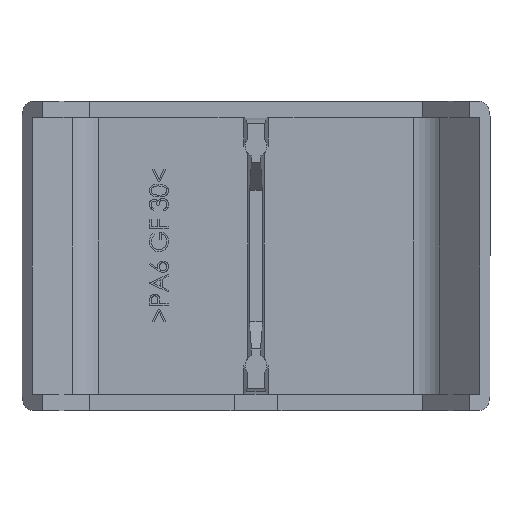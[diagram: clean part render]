
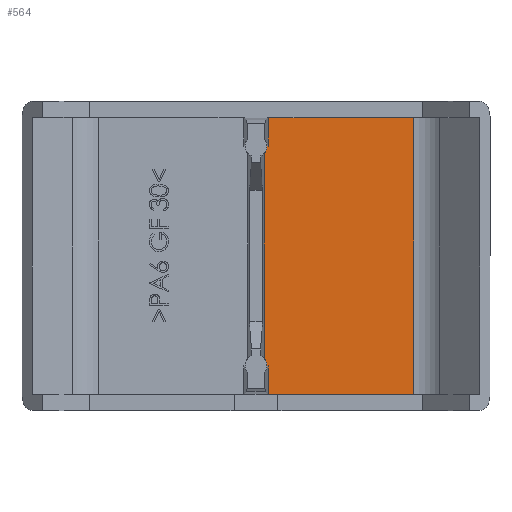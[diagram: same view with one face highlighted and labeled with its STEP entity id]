
A CAD part, top view. The second image highlights one B-rep face of the part: STEP entity #564.
In plain terms, the highlighted planar face has unit normal (0, 0, 1).
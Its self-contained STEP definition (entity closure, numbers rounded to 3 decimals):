
#53 = CARTESIAN_POINT ( 'NONE',  ( 21.501, -18.9, -2. ) ) ;
#293 = ORIENTED_EDGE ( 'NONE', *, *, #5119, .T. ) ;
#564 = ADVANCED_FACE ( 'NONE', ( #4313 ), #6110, .T. ) ;
#659 = VERTEX_POINT ( 'NONE', #5793 ) ;
#790 = VERTEX_POINT ( 'NONE', #5677 ) ;
#870 = EDGE_LOOP ( 'NONE', ( #6969, #6191, #2639, #5933, #932, #293, #3745, #3556, #5014, #3905 ) ) ;
#932 = ORIENTED_EDGE ( 'NONE', *, *, #7523, .F. ) ;
#1016 = CIRCLE ( 'NONE', #5602, 1.5 ) ;
#1055 = CARTESIAN_POINT ( 'NONE',  ( 0., 15., -2. ) ) ;
#1056 = VERTEX_POINT ( 'NONE', #5157 ) ;
#1136 = LINE ( 'NONE', #2755, #1828 ) ;
#1319 = DIRECTION ( 'NONE',  ( 0., 0., 1. ) ) ;
#1335 = EDGE_CURVE ( 'NONE', #3753, #6774, #5327, .T. ) ;
#1375 = VECTOR ( 'NONE', #4576, 1000. ) ;
#1542 = DIRECTION ( 'NONE',  ( 0., -1., 0. ) ) ;
#1550 = CARTESIAN_POINT ( 'NONE',  ( 1.1, 21.1, -2. ) ) ;
#1828 = VECTOR ( 'NONE', #2739, 1000. ) ;
#2150 = CARTESIAN_POINT ( 'NONE',  ( 1.69, 15., -2. ) ) ;
#2187 = CARTESIAN_POINT ( 'NONE',  ( 1.1, 13.98, -2. ) ) ;
#2639 = ORIENTED_EDGE ( 'NONE', *, *, #5650, .F. ) ;
#2739 = DIRECTION ( 'NONE',  ( -1., 0., 0. ) ) ;
#2755 = CARTESIAN_POINT ( 'NONE',  ( -22.743, -18.9, -2. ) ) ;
#2805 = CARTESIAN_POINT ( 'NONE',  ( 1.69, 18.9, -2. ) ) ;
#2866 = DIRECTION ( 'NONE',  ( -1., 0., 0. ) ) ;
#2894 = LINE ( 'NONE', #5596, #1375 ) ;
#2929 = CARTESIAN_POINT ( 'NONE',  ( 1.1, -15., -2. ) ) ;
#3097 = CARTESIAN_POINT ( 'NONE',  ( 21.501, 18.9, -2. ) ) ;
#3118 = LINE ( 'NONE', #4816, #7521 ) ;
#3365 = EDGE_CURVE ( 'NONE', #7995, #6437, #7328, .T. ) ;
#3448 = DIRECTION ( 'NONE',  ( 1., 0., 0. ) ) ;
#3471 = CARTESIAN_POINT ( 'NONE',  ( -22.743, 18.9, -2. ) ) ;
#3556 = ORIENTED_EDGE ( 'NONE', *, *, #7337, .F. ) ;
#3745 = ORIENTED_EDGE ( 'NONE', *, *, #5230, .F. ) ;
#3753 = VERTEX_POINT ( 'NONE', #53 ) ;
#3869 = VECTOR ( 'NONE', #2866, 1000. ) ;
#3905 = ORIENTED_EDGE ( 'NONE', *, *, #4995, .F. ) ;
#3950 = EDGE_CURVE ( 'NONE', #1056, #790, #2894, .T. ) ;
#4003 = CIRCLE ( 'NONE', #6690, 1.5 ) ;
#4227 = CARTESIAN_POINT ( 'NONE',  ( 1.5, 15., -2. ) ) ;
#4313 = FACE_OUTER_BOUND ( 'NONE', #870, .T. ) ;
#4371 = LINE ( 'NONE', #2929, #3869 ) ;
#4396 = AXIS2_PLACEMENT_3D ( 'NONE', #6103, #6089, #6076 ) ;
#4404 = CARTESIAN_POINT ( 'NONE',  ( 1.1, -13.98, -2. ) ) ;
#4576 = DIRECTION ( 'NONE',  ( 0., -1., 0. ) ) ;
#4680 = DIRECTION ( 'NONE',  ( 1., 0., 0. ) ) ;
#4695 = CARTESIAN_POINT ( 'NONE',  ( 1.1, 15., -2. ) ) ;
#4730 = DIRECTION ( 'NONE',  ( 0., 1., 0. ) ) ;
#4753 = DIRECTION ( 'NONE',  ( 0., -1., 0. ) ) ;
#4782 = CARTESIAN_POINT ( 'NONE',  ( 21.501, 18.9, -2. ) ) ;
#4816 = CARTESIAN_POINT ( 'NONE',  ( 1.69, 21.1, -2. ) ) ;
#4995 = EDGE_CURVE ( 'NONE', #659, #6437, #4003, .T. ) ;
#5014 = ORIENTED_EDGE ( 'NONE', *, *, #3365, .T. ) ;
#5035 = DIRECTION ( 'NONE',  ( 1., 0., 0. ) ) ;
#5046 = DIRECTION ( 'NONE',  ( 0., 0., 1. ) ) ;
#5054 = CARTESIAN_POINT ( 'NONE',  ( 0., -15., -2. ) ) ;
#5119 = EDGE_CURVE ( 'NONE', #6789, #7960, #3118, .T. ) ;
#5133 = DIRECTION ( 'NONE',  ( 1., 0., 0. ) ) ;
#5157 = CARTESIAN_POINT ( 'NONE',  ( 1.69, -15., -2. ) ) ;
#5229 = LINE ( 'NONE', #3471, #5442 ) ;
#5230 = EDGE_CURVE ( 'NONE', #7117, #7960, #6413, .T. ) ;
#5327 = LINE ( 'NONE', #4782, #5355 ) ;
#5355 = VECTOR ( 'NONE', #4730, 1000. ) ;
#5442 = VECTOR ( 'NONE', #3448, 1000. ) ;
#5596 = CARTESIAN_POINT ( 'NONE',  ( 1.69, 21.1, -2. ) ) ;
#5602 = AXIS2_PLACEMENT_3D ( 'NONE', #1055, #1319, #5133 ) ;
#5650 = EDGE_CURVE ( 'NONE', #3753, #790, #1136, .T. ) ;
#5677 = CARTESIAN_POINT ( 'NONE',  ( 1.69, -18.9, -2. ) ) ;
#5793 = CARTESIAN_POINT ( 'NONE',  ( 1.5, -15., -2. ) ) ;
#5933 = ORIENTED_EDGE ( 'NONE', *, *, #1335, .T. ) ;
#6076 = DIRECTION ( 'NONE',  ( 1., 0., 0. ) ) ;
#6089 = DIRECTION ( 'NONE',  ( 0., 0., 1. ) ) ;
#6103 = CARTESIAN_POINT ( 'NONE',  ( -28.4, 21.1, -2. ) ) ;
#6110 = PLANE ( 'NONE',  #4396 ) ;
#6191 = ORIENTED_EDGE ( 'NONE', *, *, #3950, .T. ) ;
#6413 = LINE ( 'NONE', #4695, #6492 ) ;
#6437 = VERTEX_POINT ( 'NONE', #4404 ) ;
#6492 = VECTOR ( 'NONE', #4680, 1000. ) ;
#6690 = AXIS2_PLACEMENT_3D ( 'NONE', #5054, #5046, #5035 ) ;
#6774 = VERTEX_POINT ( 'NONE', #3097 ) ;
#6789 = VERTEX_POINT ( 'NONE', #2805 ) ;
#6969 = ORIENTED_EDGE ( 'NONE', *, *, #7475, .F. ) ;
#7117 = VERTEX_POINT ( 'NONE', #4227 ) ;
#7328 = LINE ( 'NONE', #1550, #7563 ) ;
#7337 = EDGE_CURVE ( 'NONE', #7995, #7117, #1016, .T. ) ;
#7475 = EDGE_CURVE ( 'NONE', #1056, #659, #4371, .T. ) ;
#7521 = VECTOR ( 'NONE', #4753, 1000. ) ;
#7523 = EDGE_CURVE ( 'NONE', #6789, #6774, #5229, .T. ) ;
#7563 = VECTOR ( 'NONE', #1542, 1000. ) ;
#7960 = VERTEX_POINT ( 'NONE', #2150 ) ;
#7995 = VERTEX_POINT ( 'NONE', #2187 ) ;
